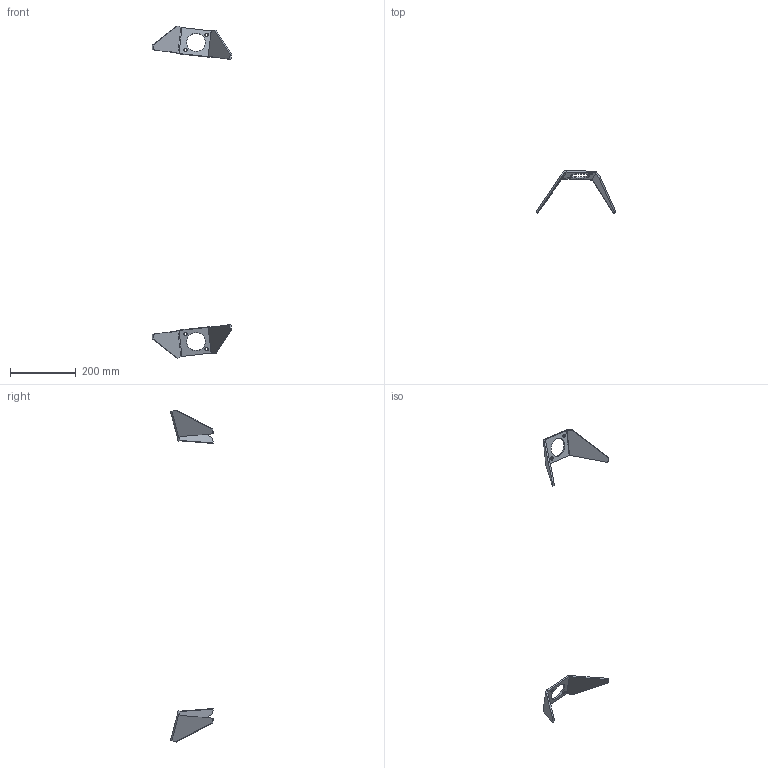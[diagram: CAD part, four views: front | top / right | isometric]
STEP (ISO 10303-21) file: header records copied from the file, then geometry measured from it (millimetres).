
FILE_DESCRIPTION(/* description */ (''),/* implementation_level */ '2;1');
FILE_NAME(/* name */ 'PTT01S007008A_PTT01S008008A_27__ASM.stp',/* time_stamp */ '2016-06-02T11:09:24+02:00',/* author */ (''),/* organization */ (''),/* preprocessor_version */ 'ST-DEVELOPER v16.5',/* originating_system */ 'Autodesk Translation Framework v5.0.0.3310',/* authorisation */ '');
FILE_SCHEMA (('AUTOMOTIVE_DESIGN { 1 0 10303 214 3 1 1 }'));
Length unit declared in the file: centimetre
Products named in the file (3): PTT01S007008A_PTT01S008008A_27__ASM; MANIFOLD_SOLID_BREP_5348_2; MANIFOLD_SOLID_BREP_6297_1
Assembly tree (2 placements, depth 2):
  PTT01S007008A_PTT01S008008A_27__ASM
    MANIFOLD_SOLID_BREP_5348_2
    MANIFOLD_SOLID_BREP_6297_1
Bounding box: 243.55 x 130.11 x 1013.13 mm (x, y, z)
Volume: 188343.1 mm3; surface area: 85779.2 mm2
Topology: 2 solids, 2 shells, 60 faces, 136 edges, 80 vertices
Faces by surface type: plane 46, cylinder 14
Full cylindrical faces by diameter (mm): 10.15 x4, 57 x2
Entity records: 1691 total; most frequent: DIRECTION 286, CARTESIAN_POINT 281, ORIENTED_EDGE 260, EDGE_CURVE 130, LINE 100, VECTOR 100, AXIS2_PLACEMENT_3D 93, VERTEX_POINT 80
